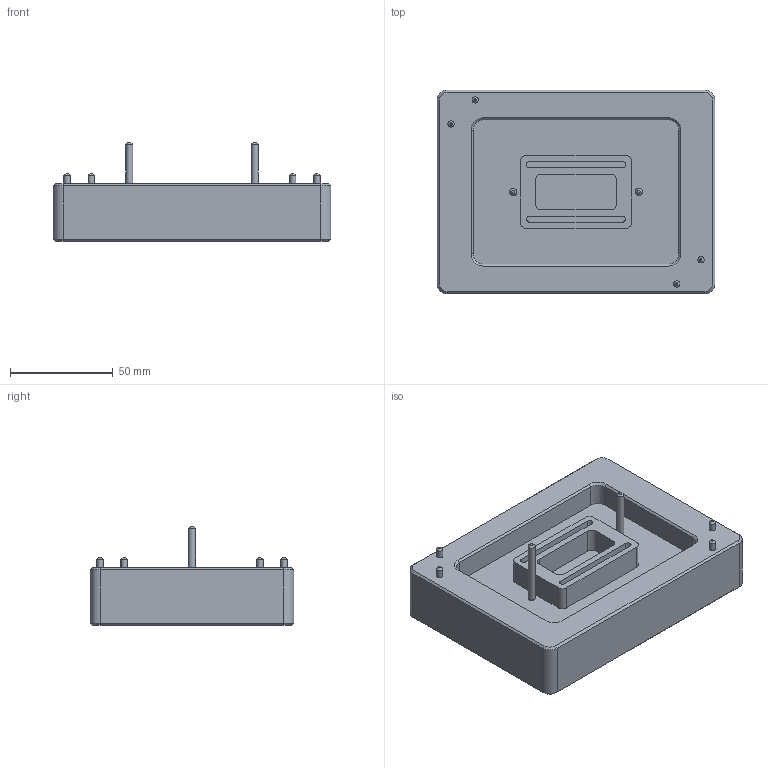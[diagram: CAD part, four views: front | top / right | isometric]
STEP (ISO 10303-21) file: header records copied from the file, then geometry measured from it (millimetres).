
FILE_DESCRIPTION(/* description */ ('Unknown'),/* implementation_level */ '2;1');
FILE_NAME(/* name */ 'P950',/* time_stamp */ '2017-07-10T13:23:43+02:00',/* author */ ('Unknown'),/* organization */ ('Unknown'),/* preprocessor_version */ 'ST-DEVELOPER v16.7',/* originating_system */ 'DEX',/* authorisation */ $);
FILE_SCHEMA (('AUTOMOTIVE_DESIGN {1 0 10303 214 3 1 1}'));
Length unit declared in the file: millimetre
Products named in the file (4): P950; poz_csap; poz_csap_nyak
Assembly tree (7 placements, depth 2):
  P950
    P950
    poz_csap  x2
    poz_csap_nyak  x4
Bounding box: 135 x 99 x 48 mm (x, y, z)
Volume: 300380.4 mm3; surface area: 51257.7 mm2
Topology: 7 solids, 7 shells, 117 faces, 238 edges, 150 vertices
Faces by surface type: plane 61, cylinder 36, cone 20
Full cylindrical faces by diameter (mm): 3 x12, 3.5 x2, 6.05 x2
Entity records: 2696 total; most frequent: DIRECTION 486, CARTESIAN_POINT 431, ORIENTED_EDGE 388, EDGE_CURVE 194, AXIS2_PLACEMENT_3D 185, VERTEX_POINT 130, EDGE_LOOP 128, FACE_BOUND 128
